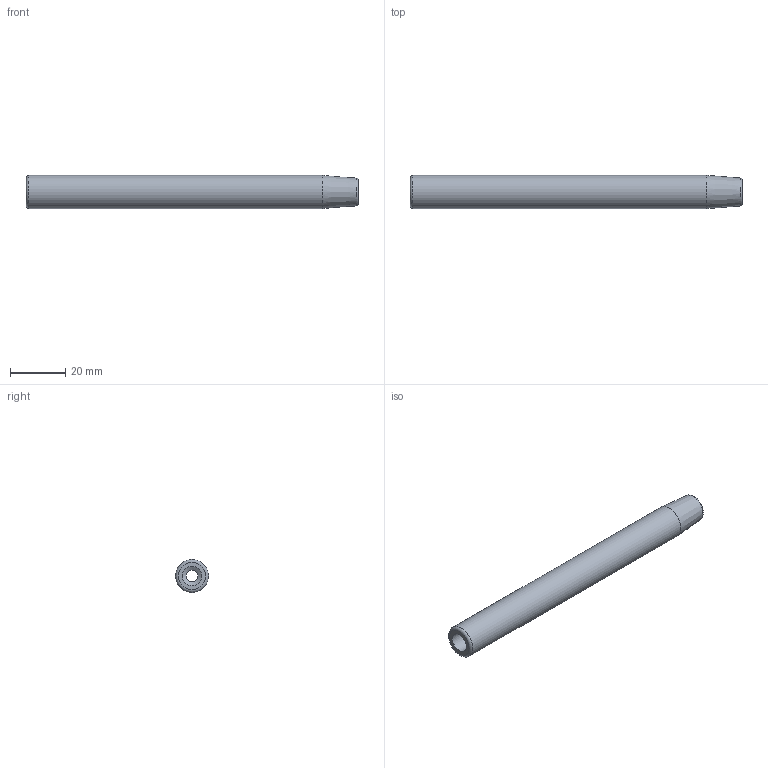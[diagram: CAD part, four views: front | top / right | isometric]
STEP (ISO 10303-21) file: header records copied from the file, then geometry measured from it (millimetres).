
FILE_DESCRIPTION(/* description */ (''),/* implementation_level */ '2;1');
FILE_NAME(/* name */ 'VS013M.stp',/* time_stamp */ '2023-06-20T09:31:37+09:00',/* author */ ('YSH'),/* organization */ (''),/* preprocessor_version */ 'ST-DEVELOPER v18.1',/* originating_system */ 'Autodesk Inventor 2022',/* authorisation */ '');
FILE_SCHEMA (('AUTOMOTIVE_DESIGN { 1 0 10303 214 3 1 1 }'));
Length unit declared in the file: millimetre
Products named in the file (1): LO-ST12-SFH6-120
Bounding box: 120 x 12 x 12 mm (x, y, z)
Volume: 9269.3 mm3; surface area: 7090.1 mm2
Topology: 1 solids, 1 shells, 13 faces, 25 edges, 16 vertices
Faces by surface type: cylinder 5, plane 4, torus 2, cone 2
Full cylindrical faces by diameter (mm): 4.3 x1, 6 x1, 7 x2, 12 x1
Entity records: 388 total; most frequent: DIRECTION 71, CARTESIAN_POINT 55, ORIENTED_EDGE 50, AXIS2_PLACEMENT_3D 32, EDGE_CURVE 25, CIRCLE 18, EDGE_LOOP 17, VERTEX_POINT 16
